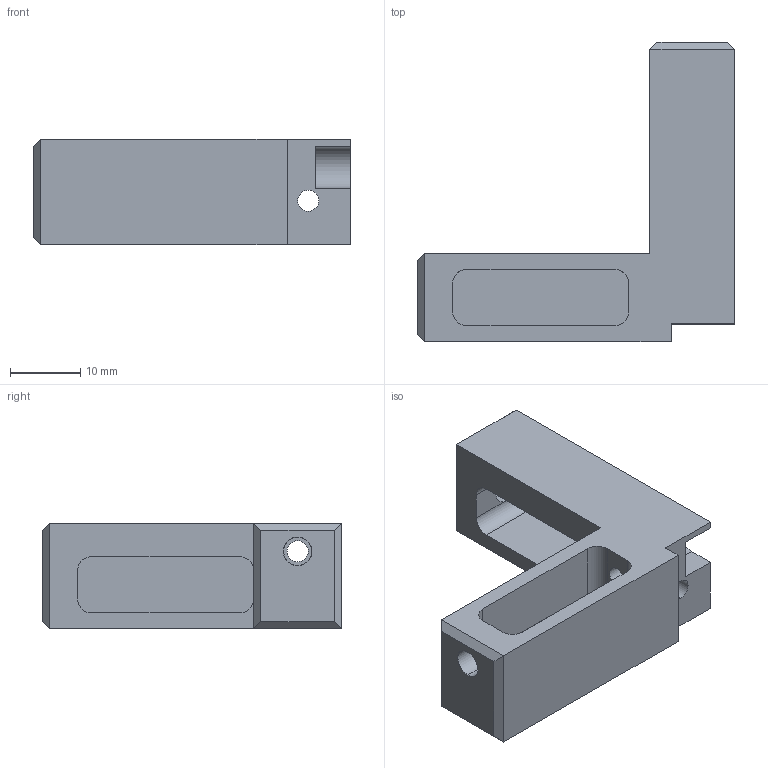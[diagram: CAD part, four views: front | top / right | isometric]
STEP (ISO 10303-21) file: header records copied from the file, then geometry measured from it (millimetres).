
FILE_DESCRIPTION (( 'STEP AP214' ), '1' );
FILE_NAME ('OM-010-020-110_01.STEP', '2024-10-16T11:49:15', ( '' ), ( '' ), 'SwSTEP 2.0', 'SolidWorks 2022', '' );
FILE_SCHEMA (( 'AUTOMOTIVE_DESIGN' ));
Length unit declared in the file: millimetre
Products named in the file (1): OM-010-020-110_01
Bounding box: 45 x 42.5 x 15 mm (x, y, z)
Volume: 9459.7 mm3; surface area: 5773.9 mm2
Topology: 1 solids, 1 shells, 53 faces, 138 edges, 86 vertices
Faces by surface type: plane 32, cylinder 17, cone 4
Entity records: 1658 total; most frequent: DIRECTION 286, CARTESIAN_POINT 278, ORIENTED_EDGE 276, EDGE_CURVE 138, LINE 98, VECTOR 98, AXIS2_PLACEMENT_3D 94, VERTEX_POINT 86
